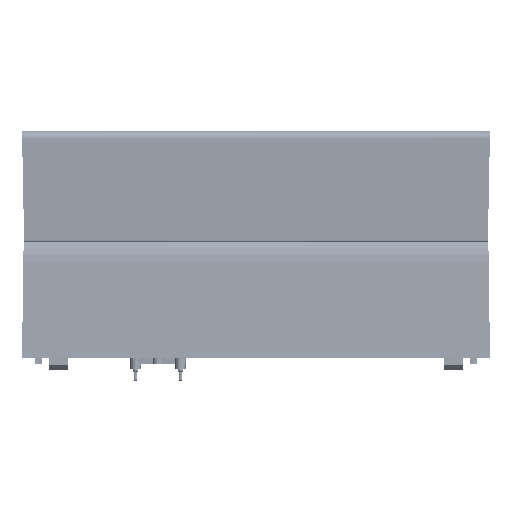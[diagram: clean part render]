
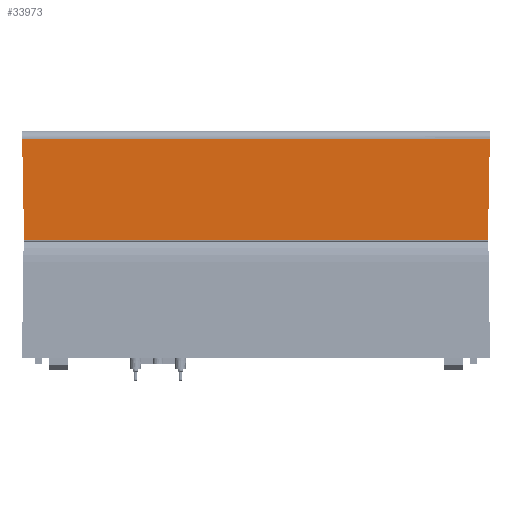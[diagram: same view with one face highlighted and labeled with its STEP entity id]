
A CAD part, front view. The second image highlights one B-rep face of the part: STEP entity #33973.
In plain terms, the highlighted planar face has unit normal (0, -1, -0.018).
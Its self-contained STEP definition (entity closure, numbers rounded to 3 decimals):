
#4666 = PLANE ( 'NONE',  #130739 ) ;
#5201 = B_SPLINE_CURVE_WITH_KNOTS ( 'NONE', 3,
 ( #209240, #58348, #59423, #39647 ),
 .UNSPECIFIED., .F., .F.,
 ( 4, 4 ),
 ( 0., 1. ),
 .UNSPECIFIED. ) ;
#16139 = CARTESIAN_POINT ( 'NONE',  ( 61.939, -12.49, -6.046 ) ) ;
#16627 = EDGE_CURVE ( 'NONE', #199936, #129296, #148336, .T. ) ;
#16808 = CARTESIAN_POINT ( 'NONE',  ( -62.461, -12.964, 21.128 ) ) ;
#19077 = B_SPLINE_CURVE_WITH_KNOTS ( 'NONE', 3,
 ( #16808, #217272, #36613, #154434 ),
 .UNSPECIFIED., .F., .F.,
 ( 4, 4 ),
 ( 0., 1. ),
 .UNSPECIFIED. ) ;
#21977 = CARTESIAN_POINT ( 'NONE',  ( -61.939, -12.49, -6.046 ) ) ;
#27445 = CARTESIAN_POINT ( 'NONE',  ( 61.939, -12.49, -6.046 ) ) ;
#33973 = ADVANCED_FACE ( 'NONE', ( #123540 ), #4666, .T. ) ;
#35035 = ORIENTED_EDGE ( 'NONE', *, *, #16627, .F. ) ;
#36613 = CARTESIAN_POINT ( 'NONE',  ( -62.113, -12.648, 3.012 ) ) ;
#37172 = CARTESIAN_POINT ( 'NONE',  ( 62.461, -12.964, 21.128 ) ) ;
#39647 = CARTESIAN_POINT ( 'NONE',  ( 62.461, -12.964, 21.128 ) ) ;
#42880 = CARTESIAN_POINT ( 'NONE',  ( 62.113, -12.648, 3.012 ) ) ;
#57701 = ORIENTED_EDGE ( 'NONE', *, *, #183143, .F. ) ;
#58348 = CARTESIAN_POINT ( 'NONE',  ( -20.82, -12.964, 21.128 ) ) ;
#59423 = CARTESIAN_POINT ( 'NONE',  ( 20.82, -12.964, 21.128 ) ) ;
#61580 = EDGE_CURVE ( 'NONE', #107860, #104940, #19077, .T. ) ;
#65651 = B_SPLINE_CURVE_WITH_KNOTS ( 'NONE', 3,
 ( #135353, #138612, #104513, #184944 ),
 .UNSPECIFIED., .F., .F.,
 ( 4, 4 ),
 ( 0., 1. ),
 .UNSPECIFIED. ) ;
#71808 = CARTESIAN_POINT ( 'NONE',  ( -64.7, -13., 23.163 ) ) ;
#89436 = DIRECTION ( 'NONE',  ( 0., -1., -0.017 ) ) ;
#93967 = ORIENTED_EDGE ( 'NONE', *, *, #61580, .T. ) ;
#95716 = CARTESIAN_POINT ( 'NONE',  ( 62.461, -12.964, 21.128 ) ) ;
#97944 = ORIENTED_EDGE ( 'NONE', *, *, #196091, .T. ) ;
#104513 = CARTESIAN_POINT ( 'NONE',  ( 20.646, -12.49, -6.046 ) ) ;
#104709 = CARTESIAN_POINT ( 'NONE',  ( -62.461, -12.964, 21.128 ) ) ;
#104940 = VERTEX_POINT ( 'NONE', #21977 ) ;
#107860 = VERTEX_POINT ( 'NONE', #104709 ) ;
#123540 = FACE_OUTER_BOUND ( 'NONE', #206894, .T. ) ;
#124617 = DIRECTION ( 'NONE',  ( 0., 0.017, -1. ) ) ;
#125481 = CARTESIAN_POINT ( 'NONE',  ( 62.287, -12.806, 12.07 ) ) ;
#129296 = VERTEX_POINT ( 'NONE', #16139 ) ;
#130739 = AXIS2_PLACEMENT_3D ( 'NONE', #71808, #89436, #124617 ) ;
#135353 = CARTESIAN_POINT ( 'NONE',  ( -61.939, -12.49, -6.046 ) ) ;
#138612 = CARTESIAN_POINT ( 'NONE',  ( -20.646, -12.49, -6.046 ) ) ;
#148336 = B_SPLINE_CURVE_WITH_KNOTS ( 'NONE', 3,
 ( #95716, #125481, #42880, #27445 ),
 .UNSPECIFIED., .F., .F.,
 ( 4, 4 ),
 ( 0., 1. ),
 .UNSPECIFIED. ) ;
#154434 = CARTESIAN_POINT ( 'NONE',  ( -61.939, -12.49, -6.046 ) ) ;
#183143 = EDGE_CURVE ( 'NONE', #107860, #199936, #5201, .T. ) ;
#184944 = CARTESIAN_POINT ( 'NONE',  ( 61.939, -12.49, -6.046 ) ) ;
#196091 = EDGE_CURVE ( 'NONE', #104940, #129296, #65651, .T. ) ;
#199936 = VERTEX_POINT ( 'NONE', #37172 ) ;
#206894 = EDGE_LOOP ( 'NONE', ( #57701, #93967, #97944, #35035 ) ) ;
#209240 = CARTESIAN_POINT ( 'NONE',  ( -62.461, -12.964, 21.128 ) ) ;
#217272 = CARTESIAN_POINT ( 'NONE',  ( -62.287, -12.806, 12.07 ) ) ;
